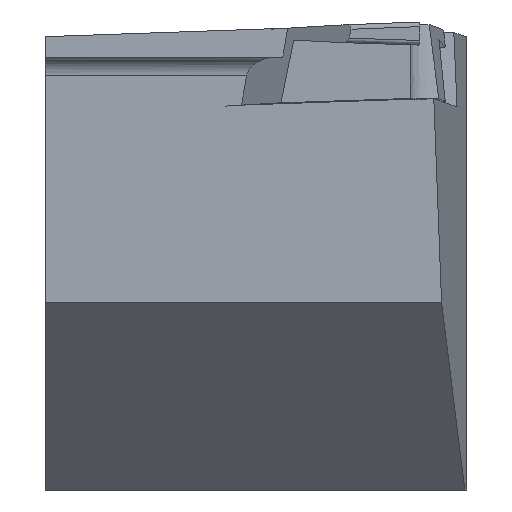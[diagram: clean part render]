
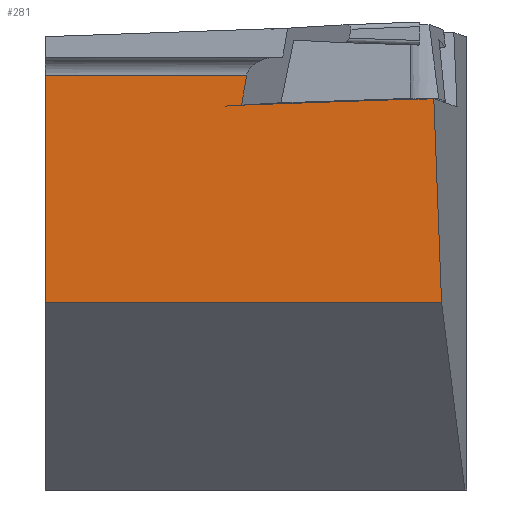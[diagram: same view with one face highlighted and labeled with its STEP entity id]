
A CAD part, left-side view. The second image highlights one B-rep face of the part: STEP entity #281.
In plain terms, the highlighted planar face has unit normal (-1, 0, 0).
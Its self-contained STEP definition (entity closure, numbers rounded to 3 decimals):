
#281=ADVANCED_FACE('',(#370),#330,.F.);
#330=PLANE('',#1148);
#370=FACE_OUTER_BOUND('',#419,.T.);
#419=EDGE_LOOP('',(#492,#493,#494,#495,#496,#497));
#492=ORIENTED_EDGE('',*,*,#832,.F.);
#493=ORIENTED_EDGE('',*,*,#831,.T.);
#494=ORIENTED_EDGE('',*,*,#833,.F.);
#495=ORIENTED_EDGE('',*,*,#834,.F.);
#496=ORIENTED_EDGE('',*,*,#819,.F.);
#497=ORIENTED_EDGE('',*,*,#835,.F.);
#732=VERTEX_POINT('',#1499);
#733=VERTEX_POINT('',#1501);
#740=VERTEX_POINT('',#1521);
#741=VERTEX_POINT('',#1523);
#742=VERTEX_POINT('',#1527);
#743=VERTEX_POINT('',#1529);
#819=EDGE_CURVE('',#732,#733,#948,.T.);
#831=EDGE_CURVE('',#740,#741,#958,.T.);
#832=EDGE_CURVE('',#740,#742,#959,.T.);
#833=EDGE_CURVE('',#743,#741,#960,.T.);
#834=EDGE_CURVE('',#733,#743,#961,.T.);
#835=EDGE_CURVE('',#742,#732,#962,.T.);
#948=LINE('',#1500,#1049);
#958=LINE('',#1524,#1059);
#959=LINE('',#1526,#1060);
#960=LINE('',#1528,#1061);
#961=LINE('',#1530,#1062);
#962=LINE('',#1531,#1063);
#1049=VECTOR('',#1233,1.);
#1059=VECTOR('',#1253,1.);
#1060=VECTOR('',#1256,1.);
#1061=VECTOR('',#1257,1.);
#1062=VECTOR('',#1258,1.);
#1063=VECTOR('',#1259,1.);
#1148=AXIS2_PLACEMENT_3D('',#1532,#1260,#1261);
#1233=DIRECTION('',(0.,-0.038,-0.999));
#1253=DIRECTION('',(0.,1.,0.));
#1256=DIRECTION('',(0.,0.164,-0.986));
#1257=DIRECTION('',(0.,0.,1.));
#1258=DIRECTION('',(0.,1.,0.));
#1259=DIRECTION('',(0.,-0.999,0.035));
#1260=DIRECTION('',(1.,0.,0.));
#1261=DIRECTION('',(0.,0.,-1.));
#1499=CARTESIAN_POINT('',(3.172,-16.599,0.736));
#1500=CARTESIAN_POINT('',(3.172,-16.582,1.192));
#1501=CARTESIAN_POINT('',(3.172,-16.93,-8.));
#1521=CARTESIAN_POINT('',(3.172,-8.595,1.702));
#1523=CARTESIAN_POINT('',(3.172,0.,1.702));
#1524=CARTESIAN_POINT('',(3.172,-30.,1.702));
#1526=CARTESIAN_POINT('',(3.172,-9.172,5.17));
#1527=CARTESIAN_POINT('',(3.172,-8.386,0.449));
#1528=CARTESIAN_POINT('',(3.172,0.,1.702));
#1529=CARTESIAN_POINT('',(3.172,0.,-8.));
#1530=CARTESIAN_POINT('',(3.172,-30.,-8.));
#1531=CARTESIAN_POINT('',(3.172,-30.017,1.205));
#1532=CARTESIAN_POINT('',(3.172,-30.,1.702));
